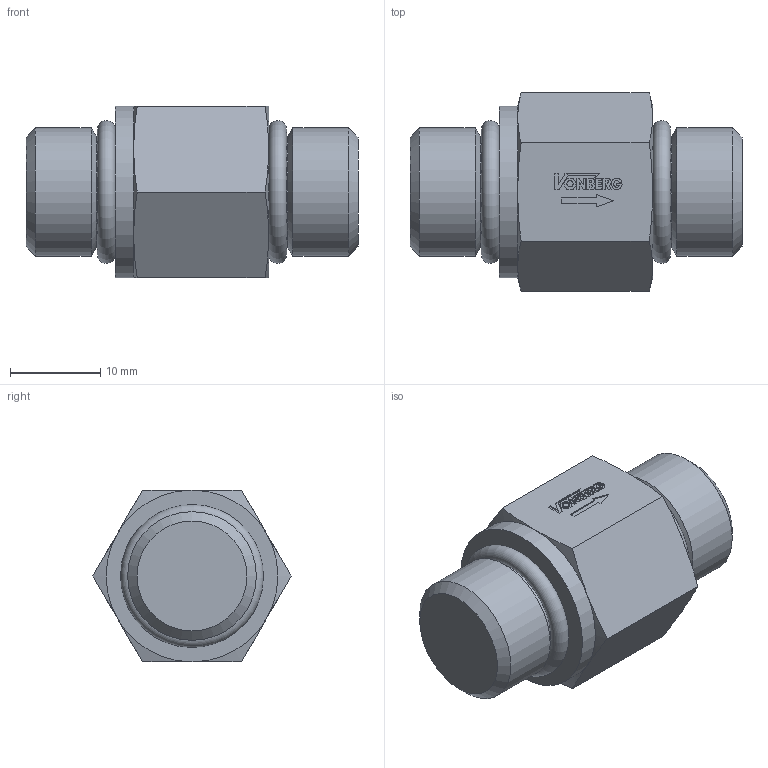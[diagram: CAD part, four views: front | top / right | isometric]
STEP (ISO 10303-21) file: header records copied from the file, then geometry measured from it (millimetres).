
FILE_DESCRIPTION((''),'2;1');
FILE_NAME('1906RR.stp','2015-01-02T11:56:51',('jml'),(''),'Autodesk Inventor 2010','Autodesk Inventor 2010','');
FILE_SCHEMA(('AUTOMOTIVE_DESIGN { 1 0 10303 214 1 1 1 1 }'));
Length unit declared in the file: inch
Products named in the file (3): 1906RR; 221250; 906 O-RING
Assembly tree (3 placements, depth 2):
  1906RR
    221250
    906 O-RING  x2
Bounding box: 36.83 x 22 x 19.05 mm (x, y, z)
Volume: 8475.2 mm3; surface area: 3205.7 mm2
Topology: 3 solids, 3 shells, 131 faces, 321 edges, 207 vertices
Faces by surface type: plane 93, cylinder 20, cone 16, torus 2
Full cylindrical faces by diameter (mm): 0.696 x1, 12.294 x2, 14.275 x2, 19.05 x1
Entity records: 3826 total; most frequent: CARTESIAN_POINT 699, ORIENTED_EDGE 618, DIRECTION 612, EDGE_CURVE 309, VECTOR 230, LINE 230, VERTEX_POINT 206, AXIS2_PLACEMENT_3D 191
